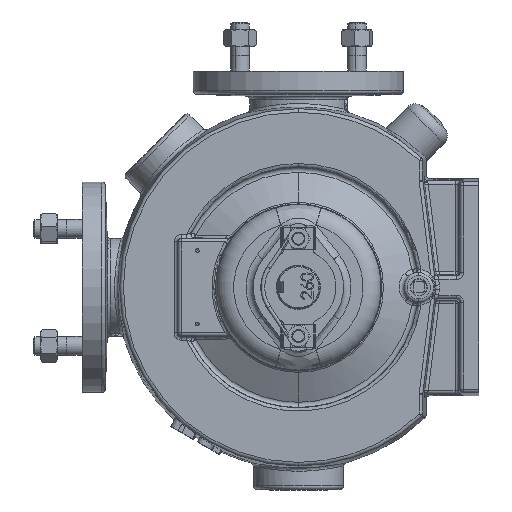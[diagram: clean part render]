
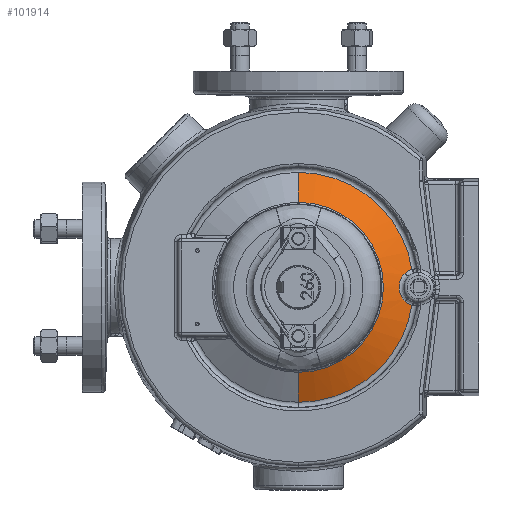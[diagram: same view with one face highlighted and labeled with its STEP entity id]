
A CAD part, left-side view. The second image highlights one B-rep face of the part: STEP entity #101914.
In plain terms, the highlighted conical face has half-angle 63 degrees and reference radius 101.325 mm.
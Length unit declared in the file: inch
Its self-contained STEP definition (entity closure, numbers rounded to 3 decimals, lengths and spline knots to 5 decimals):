
#996 = CARTESIAN_POINT ( 'NONE',  ( -4.75944, -3.69196, 0.56643 ) ) ;
#1968 = EDGE_CURVE ( 'NONE', #110189, #29375, #165134, .T. ) ;
#2256 = DIRECTION ( 'NONE',  ( 0.454, 0., -0.891 ) ) ;
#4332 = CARTESIAN_POINT ( 'NONE',  ( -4.93357, -3.3863, -0.21956 ) ) ;
#4952 = CARTESIAN_POINT ( 'NONE',  ( -4.91459, -3.41746, 0.30089 ) ) ;
#10302 = CIRCLE ( 'NONE', #36963, 3.82134 ) ;
#13019 = CARTESIAN_POINT ( 'NONE',  ( -4.84146, -3.54321, -0.4694 ) ) ;
#14801 = CARTESIAN_POINT ( 'NONE',  ( -4.71551, -3.77458, 0.59599 ) ) ;
#15468 = VERTEX_POINT ( 'NONE', #159642 ) ;
#16927 = VECTOR ( 'NONE', #2256, 39.37008 ) ;
#18114 = CARTESIAN_POINT ( 'NONE',  ( -4.71551, 0., 3.82134 ) ) ;
#18141 = CARTESIAN_POINT ( 'NONE',  ( -4.941, -3.37424, -0.17684 ) ) ;
#18310 = EDGE_CURVE ( 'NONE', #68103, #157755, #82605, .T. ) ;
#18722 = CARTESIAN_POINT ( 'NONE',  ( -4.89611, -3.4484, 0.35804 ) ) ;
#29375 = VERTEX_POINT ( 'NONE', #124357 ) ;
#31984 = CARTESIAN_POINT ( 'NONE',  ( -4.95123, -3.35781, -0.08991 ) ) ;
#32570 = CARTESIAN_POINT ( 'NONE',  ( -4.85921, -3.51165, 0.44229 ) ) ;
#34444 = ORIENTED_EDGE ( 'NONE', *, *, #99591, .T. ) ;
#36340 = VECTOR ( 'NONE', #68367, 39.37008 ) ;
#36963 = AXIS2_PLACEMENT_3D ( 'NONE', #140956, #58276, #154787 ) ;
#37359 = AXIS2_PLACEMENT_3D ( 'NONE', #130545, #47851, #144365 ) ;
#39962 = ORIENTED_EDGE ( 'NONE', *, *, #114744, .T. ) ;
#45264 = CARTESIAN_POINT ( 'NONE',  ( -4.85879, -3.51258, -0.44112 ) ) ;
#45840 = CARTESIAN_POINT ( 'NONE',  ( -4.9537, -3.35388, 0.04471 ) ) ;
#47851 = DIRECTION ( 'NONE',  ( -1., 0., 0. ) ) ;
#52354 = CARTESIAN_POINT ( 'NONE',  ( -4.71551, -3.77458, -0.59599 ) ) ;
#53337 = CARTESIAN_POINT ( 'NONE',  ( -4.82201, -3.57791, 0.49763 ) ) ;
#55697 = CARTESIAN_POINT ( 'NONE',  ( -4.83188, -3.56023, 0.48402 ) ) ;
#58276 = DIRECTION ( 'NONE',  ( -1., 0., 0. ) ) ;
#59084 = CARTESIAN_POINT ( 'NONE',  ( -4.88242, -3.47169, -0.3925 ) ) ;
#59666 = CARTESIAN_POINT ( 'NONE',  ( -4.94407, -3.3693, 0.15479 ) ) ;
#60058 = CARTESIAN_POINT ( 'NONE',  ( -4.71551, 0., -3.82134 ) ) ;
#62101 = VERTEX_POINT ( 'NONE', #18114 ) ;
#62147 = VERTEX_POINT ( 'NONE', #142289 ) ;
#66015 = CARTESIAN_POINT ( 'NONE',  ( -4.63, 0., 0. ) ) ;
#67819 = B_SPLINE_CURVE_WITH_KNOTS ( 'NONE', 3,
 ( #72383, #127939, #45264, #141735, #59084, #155555, #72978, #169397, #86841, #4332, #100722, #18141, #114613, #31984, #128527, #45840, #142322, #59666, #156152, #73548, #169977, #87432, #4952, #101309, #18722, #115225, #32570, #129108 ),
 .UNSPECIFIED., .F., .F.,
 ( 4, 2, 2, 2, 2, 2, 2, 2, 2, 2, 2, 2, 2, 4 ),
 ( 0., 0.00172, 0.00343, 0.00687, 0.00773, 0.00859, 0.0103, 0.01374, 0.01717, 0.01889, 0.02061, 0.02233, 0.02404, 0.02748 ),
 .UNSPECIFIED. ) ;
#67839 = CARTESIAN_POINT ( 'NONE',  ( -4.71551, -3.77458, -0.59599 ) ) ;
#68103 = VERTEX_POINT ( 'NONE', #165951 ) ;
#68367 = DIRECTION ( 'NONE',  ( 0.454, 0., 0.891 ) ) ;
#69628 = CARTESIAN_POINT ( 'NONE',  ( -4.84146, -3.54321, 0.4694 ) ) ;
#72383 = CARTESIAN_POINT ( 'NONE',  ( -4.84146, -3.54321, -0.4694 ) ) ;
#72978 = CARTESIAN_POINT ( 'NONE',  ( -4.91509, -3.41658, -0.30168 ) ) ;
#73548 = CARTESIAN_POINT ( 'NONE',  ( -4.93376, -3.38598, 0.21946 ) ) ;
#74596 = CIRCLE ( 'NONE', #75981, 2.8257 ) ;
#75981 = AXIS2_PLACEMENT_3D ( 'NONE', #81997, #178381, #95856 ) ;
#79300 = EDGE_CURVE ( 'NONE', #15468, #62101, #150746, .T. ) ;
#79801 = EDGE_CURVE ( 'NONE', #114367, #110189, #10302, .T. ) ;
#79903 = DIRECTION ( 'NONE',  ( 1., 0., 0. ) ) ;
#81725 = CARTESIAN_POINT ( 'NONE',  ( -4.80141, -3.61511, -0.52328 ) ) ;
#81997 = CARTESIAN_POINT ( 'NONE',  ( -5.22282, 0., 0. ) ) ;
#82605 = B_SPLINE_CURVE_WITH_KNOTS ( 'NONE', 3,
 ( #69628, #55697, #53337, #166053, #83524, #996, #97377, #14801 ),
 .UNSPECIFIED., .F., .F.,
 ( 4, 2, 2, 4 ),
 ( 0.03531, 0.03716, 0.03901, 0.04271 ),
 .UNSPECIFIED. ) ;
#83524 = CARTESIAN_POINT ( 'NONE',  ( -4.79123, -3.63363, 0.53464 ) ) ;
#84185 = CARTESIAN_POINT ( 'NONE',  ( -4.63, 0., -3.98917 ) ) ;
#86841 = CARTESIAN_POINT ( 'NONE',  ( -4.92933, -3.39321, -0.24055 ) ) ;
#87432 = CARTESIAN_POINT ( 'NONE',  ( -4.91995, -3.4086, 0.28108 ) ) ;
#95566 = CARTESIAN_POINT ( 'NONE',  ( -4.83183, -3.56032, -0.48409 ) ) ;
#95856 = DIRECTION ( 'NONE',  ( 0., 0., -1. ) ) ;
#97377 = CARTESIAN_POINT ( 'NONE',  ( -4.73772, -3.73247, 0.58331 ) ) ;
#99404 = CIRCLE ( 'NONE', #37359, 3.82134 ) ;
#99591 = EDGE_CURVE ( 'NONE', #15468, #62147, #74596, .T. ) ;
#100722 = CARTESIAN_POINT ( 'NONE',  ( -4.93555, -3.38308, -0.20889 ) ) ;
#101309 = CARTESIAN_POINT ( 'NONE',  ( -4.90269, -3.43733, 0.33933 ) ) ;
#101914 = ADVANCED_FACE ( 'NONE', ( #161550 ), #176563, .T. ) ;
#109591 = ORIENTED_EDGE ( 'NONE', *, *, #1968, .T. ) ;
#110189 = VERTEX_POINT ( 'NONE', #52354 ) ;
#114367 = VERTEX_POINT ( 'NONE', #60058 ) ;
#114613 = CARTESIAN_POINT ( 'NONE',  ( -4.944, -3.3694, -0.15525 ) ) ;
#114744 = EDGE_CURVE ( 'NONE', #29375, #68103, #67819, .T. ) ;
#115225 = CARTESIAN_POINT ( 'NONE',  ( -4.87508, -3.48419, 0.41089 ) ) ;
#121943 = EDGE_CURVE ( 'NONE', #157755, #62101, #99404, .T. ) ;
#124357 = CARTESIAN_POINT ( 'NONE',  ( -4.84146, -3.54321, -0.4694 ) ) ;
#127939 = CARTESIAN_POINT ( 'NONE',  ( -4.85034, -3.52742, -0.45584 ) ) ;
#128527 = CARTESIAN_POINT ( 'NONE',  ( -4.95367, -3.35393, -0.04554 ) ) ;
#129108 = CARTESIAN_POINT ( 'NONE',  ( -4.84146, -3.54321, 0.4694 ) ) ;
#130545 = CARTESIAN_POINT ( 'NONE',  ( -4.71551, 0., 0. ) ) ;
#131314 = LINE ( 'NONE', #84185, #16927 ) ;
#135686 = ORIENTED_EDGE ( 'NONE', *, *, #121943, .T. ) ;
#136635 = CARTESIAN_POINT ( 'NONE',  ( -4.75946, -3.69193, -0.5664 ) ) ;
#137296 = ORIENTED_EDGE ( 'NONE', *, *, #18310, .T. ) ;
#138534 = ORIENTED_EDGE ( 'NONE', *, *, #79300, .F. ) ;
#140485 = ORIENTED_EDGE ( 'NONE', *, *, #148555, .T. ) ;
#140956 = CARTESIAN_POINT ( 'NONE',  ( -4.71551, 0., 0. ) ) ;
#141735 = CARTESIAN_POINT ( 'NONE',  ( -4.87483, -3.48472, -0.40946 ) ) ;
#142289 = CARTESIAN_POINT ( 'NONE',  ( -5.22282, 0., -2.8257 ) ) ;
#142322 = CARTESIAN_POINT ( 'NONE',  ( -4.95129, -3.35771, 0.08915 ) ) ;
#144365 = DIRECTION ( 'NONE',  ( 0., 0., -1. ) ) ;
#148555 = EDGE_CURVE ( 'NONE', #62147, #114367, #131314, .T. ) ;
#149274 = DIRECTION ( 'NONE',  ( 0., 0., -1. ) ) ;
#150494 = CARTESIAN_POINT ( 'NONE',  ( -4.73778, -3.73235, -0.58328 ) ) ;
#150746 = LINE ( 'NONE', #164829, #36340 ) ;
#154787 = DIRECTION ( 'NONE',  ( 0., 0., -1. ) ) ;
#155555 = CARTESIAN_POINT ( 'NONE',  ( -4.90335, -3.43609, -0.33973 ) ) ;
#156152 = CARTESIAN_POINT ( 'NONE',  ( -4.94104, -3.37417, 0.17656 ) ) ;
#157755 = VERTEX_POINT ( 'NONE', #166400 ) ;
#159642 = CARTESIAN_POINT ( 'NONE',  ( -5.22282, 0., 2.8257 ) ) ;
#160293 = ORIENTED_EDGE ( 'NONE', *, *, #79801, .T. ) ;
#161550 = FACE_OUTER_BOUND ( 'NONE', #167245, .T. ) ;
#164280 = CARTESIAN_POINT ( 'NONE',  ( -4.79104, -3.63398, -0.53484 ) ) ;
#164829 = CARTESIAN_POINT ( 'NONE',  ( -4.63, 0., 3.98917 ) ) ;
#165134 = B_SPLINE_CURVE_WITH_KNOTS ( 'NONE', 3,
 ( #67839, #150494, #136635, #164280, #81725, #178108, #95566, #13019 ),
 .UNSPECIFIED., .F., .F.,
 ( 4, 2, 2, 4 ),
 ( 0., 0.00372, 0.00557, 0.00743 ),
 .UNSPECIFIED. ) ;
#165951 = CARTESIAN_POINT ( 'NONE',  ( -4.84146, -3.54321, 0.4694 ) ) ;
#166053 = CARTESIAN_POINT ( 'NONE',  ( -4.8017, -3.61457, 0.52293 ) ) ;
#166400 = CARTESIAN_POINT ( 'NONE',  ( -4.71551, -3.77458, 0.59599 ) ) ;
#167245 = EDGE_LOOP ( 'NONE', ( #138534, #34444, #140485, #160293, #109591, #39962, #137296, #135686 ) ) ;
#169397 = CARTESIAN_POINT ( 'NONE',  ( -4.92707, -3.39691, -0.25087 ) ) ;
#169977 = CARTESIAN_POINT ( 'NONE',  ( -4.92954, -3.39286, 0.24037 ) ) ;
#176563 = CONICAL_SURFACE ( 'NONE', #176811, 3.98917, 1.1 ) ;
#176811 = AXIS2_PLACEMENT_3D ( 'NONE', #66015, #79903, #149274 ) ;
#178108 = CARTESIAN_POINT ( 'NONE',  ( -4.82178, -3.57831, -0.49793 ) ) ;
#178381 = DIRECTION ( 'NONE',  ( 1., 0., 0. ) ) ;
